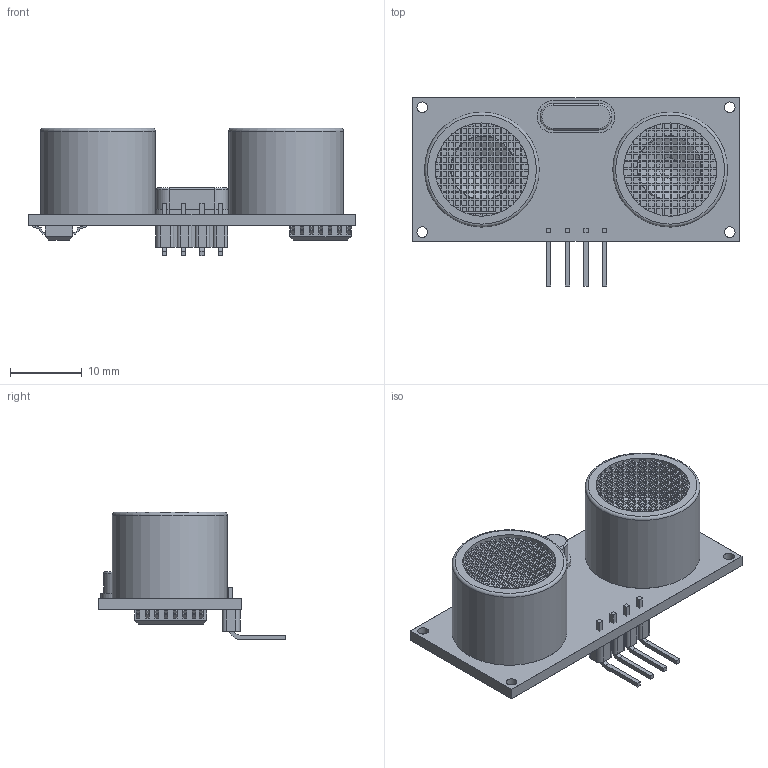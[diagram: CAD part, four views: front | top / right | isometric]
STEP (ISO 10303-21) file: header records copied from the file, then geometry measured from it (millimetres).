
FILE_DESCRIPTION(/* description */ ('','CAx-IF Rec.Pracs.---Representation and Presentation of Product Manufacturing Information (PMI)---4.0---2014-10-13'),/* implementation_level */ '2;1');
FILE_NAME(/* name */ 'HC-SR04-UltrasonicSensor v7 v1.step',/* time_stamp */ '2025-01-09T00:34:31-07:00',/* author */ (''),/* organization */ (''),/* preprocessor_version */ 'ST-DEVELOPER v20',/* originating_system */ 'Autodesk Translation Framework v13.20.0.188',/* authorisation */ '');
FILE_SCHEMA (('AP242_MANAGED_MODEL_BASED_3D_ENGINEERING_MIM_LF { 1 0 10303 442 1 1 4 }'));
Length unit declared in the file: millimetre
Products named in the file (1): HC-SR04-UltrasonicSensor v7
Bounding box: 45.45 x 26.2 x 17.79 mm (x, y, z)
Volume: 4918 mm3; surface area: 8092.8 mm2
Topology: 57 solids, 57 shells, 1806 faces, 5286 edges, 3506 vertices
Faces by surface type: plane 1732, cylinder 58, cone 10, torus 6
Full cylindrical faces by diameter (mm): 1.5 x12, 13 x2, 16 x4
Entity records: 60036 total; most frequent: CARTESIAN_POINT 10597, ORIENTED_EDGE 10568, DIRECTION 9204, EDGE_CURVE 5284, LINE 4978, VECTOR 4978, VERTEX_POINT 3506, EDGE_LOOP 2330
